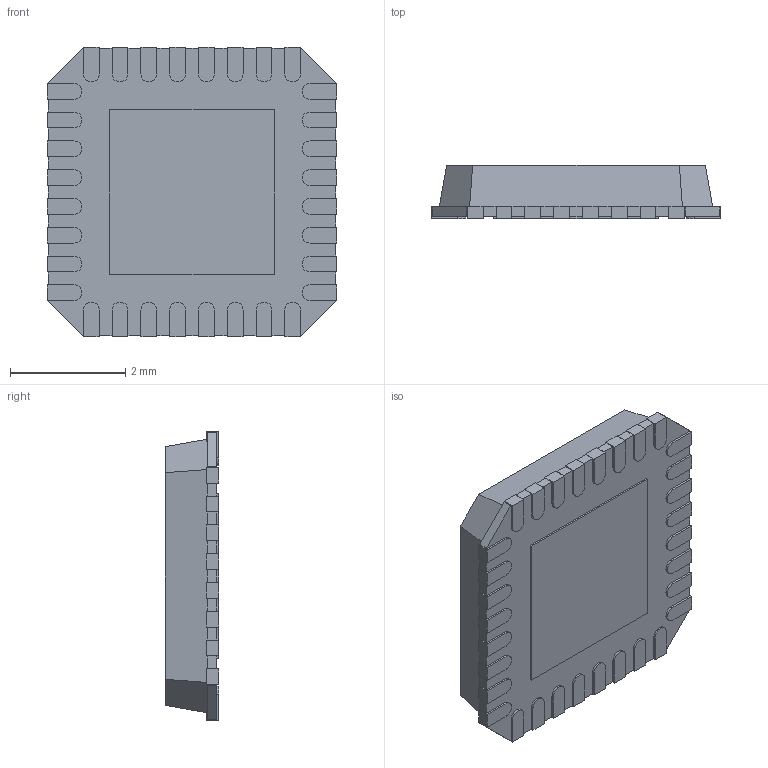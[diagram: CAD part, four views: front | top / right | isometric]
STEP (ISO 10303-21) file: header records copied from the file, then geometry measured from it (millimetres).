
FILE_DESCRIPTION (( 'STEP AP214' ), '1' );
FILE_NAME ('User Library-LFCSP-32.STEP', '2019-06-26T05:10:34', ( '' ), ( '' ), 'SwSTEP 2.0', 'SolidWorks 2019', '' );
FILE_SCHEMA (( 'AUTOMOTIVE_DESIGN' ));
Length unit declared in the file: inch
Products named in the file (1): User Library-LFCSP-32
Bounding box: 5.02 x 0.93 x 5.02 mm (x, y, z)
Volume: 19.6 mm3; surface area: 64.8 mm2
Topology: 1 solids, 1 shells, 290 faces, 858 edges, 572 vertices
Faces by surface type: plane 248, cylinder 42
Entity records: 13337 total; most frequent: CARTESIAN_POINT 1721, ORIENTED_EDGE 1716, DIRECTION 1524, EDGE_CURVE 858, LINE 774, VECTOR 774, VERTEX_POINT 572, AXIS2_PLACEMENT_3D 375
